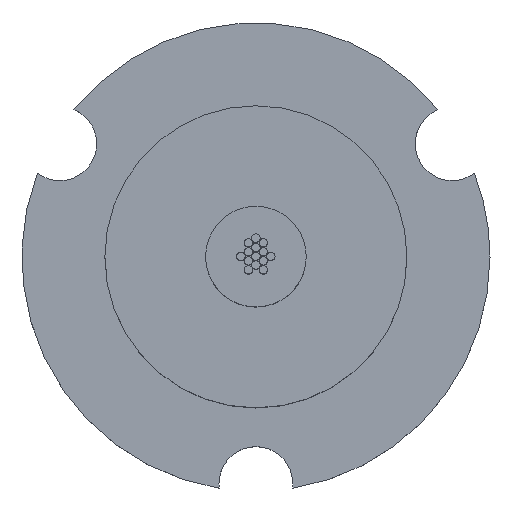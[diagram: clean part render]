
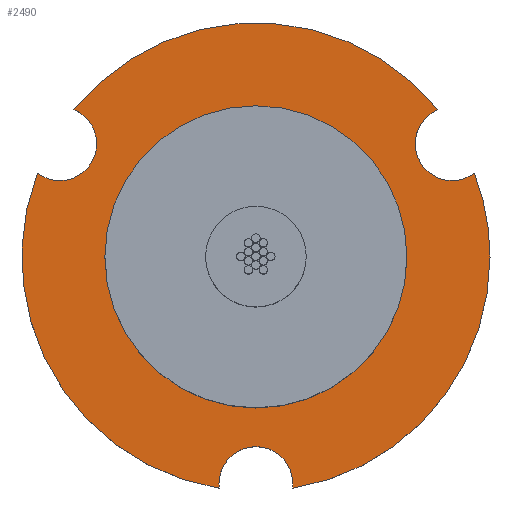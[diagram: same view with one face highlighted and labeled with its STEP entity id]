
A CAD part, top view. The second image highlights one B-rep face of the part: STEP entity #2490.
In plain terms, the highlighted planar face has unit normal (0, 0, 1).
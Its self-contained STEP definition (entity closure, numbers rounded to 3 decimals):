
#5 = CARTESIAN_POINT ( 'NONE',  ( 2.2, -13.5, 18. ) ) ;
#147 = CARTESIAN_POINT ( 'NONE',  ( 13.023, 4.999, 18. ) ) ;
#166 = EDGE_CURVE ( 'NONE', #2145, #1228, #921, .T. ) ;
#198 = CIRCLE ( 'NONE', #753, 13.95 ) ;
#206 = CIRCLE ( 'NONE', #1094, 13.95 ) ;
#254 = VERTEX_POINT ( 'NONE', #1264 ) ;
#300 = CARTESIAN_POINT ( 'NONE',  ( 0., 0., 18. ) ) ;
#336 = CARTESIAN_POINT ( 'NONE',  ( 0., 0., 18. ) ) ;
#370 = EDGE_CURVE ( 'NONE', #1929, #1748, #2760, .T. ) ;
#488 = EDGE_CURVE ( 'NONE', #1929, #2560, #198, .T. ) ;
#527 = EDGE_CURVE ( 'NONE', #1748, #2145, #2679, .T. ) ;
#535 = DIRECTION ( 'NONE',  ( 1., 0., 0. ) ) ;
#554 = VERTEX_POINT ( 'NONE', #2751 ) ;
#570 = DIRECTION ( 'NONE',  ( 1., 0., 0. ) ) ;
#581 = CARTESIAN_POINT ( 'NONE',  ( 0., 0., 18. ) ) ;
#594 = CARTESIAN_POINT ( 'NONE',  ( 0., -13.5, 18. ) ) ;
#622 = EDGE_CURVE ( 'NONE', #1817, #554, #2336, .T. ) ;
#654 = CARTESIAN_POINT ( 'NONE',  ( 0., 0., 18. ) ) ;
#753 = AXIS2_PLACEMENT_3D ( 'NONE', #581, #2157, #809 ) ;
#809 = DIRECTION ( 'NONE',  ( 1., 0., 0. ) ) ;
#820 = DIRECTION ( 'NONE',  ( 1., 0., 0. ) ) ;
#833 = AXIS2_PLACEMENT_3D ( 'NONE', #654, #2223, #878 ) ;
#878 = DIRECTION ( 'NONE',  ( 1., 0., 0. ) ) ;
#885 = CIRCLE ( 'NONE', #2773, 2.2 ) ;
#896 = CARTESIAN_POINT ( 'NONE',  ( 11.691, 6.75, 18. ) ) ;
#902 = ORIENTED_EDGE ( 'NONE', *, *, #1834, .F. ) ;
#921 = CIRCLE ( 'NONE', #1486, 2.2 ) ;
#941 = VERTEX_POINT ( 'NONE', #2283 ) ;
#950 = CARTESIAN_POINT ( 'NONE',  ( 0., 0., 18. ) ) ;
#952 = CARTESIAN_POINT ( 'NONE',  ( -9.491, 6.75, 18. ) ) ;
#953 = EDGE_CURVE ( 'NONE', #254, #941, #2217, .T. ) ;
#960 = CARTESIAN_POINT ( 'NONE',  ( -13.023, 4.999, 18. ) ) ;
#1004 = DIRECTION ( 'NONE',  ( 0., 0., 1. ) ) ;
#1057 = AXIS2_PLACEMENT_3D ( 'NONE', #594, #2168, #820 ) ;
#1072 = CARTESIAN_POINT ( 'NONE',  ( 0., 0., 18. ) ) ;
#1094 = AXIS2_PLACEMENT_3D ( 'NONE', #2456, #1112, #2683 ) ;
#1110 = CARTESIAN_POINT ( 'NONE',  ( -11.691, 6.75, 18. ) ) ;
#1112 = DIRECTION ( 'NONE',  ( 0., 0., 1. ) ) ;
#1114 = ORIENTED_EDGE ( 'NONE', *, *, #953, .T. ) ;
#1125 = DIRECTION ( 'NONE',  ( 1., 0., 0. ) ) ;
#1176 = DIRECTION ( 'NONE',  ( 1., 0., 0. ) ) ;
#1182 = CARTESIAN_POINT ( 'NONE',  ( 13.95, 0., 18. ) ) ;
#1187 = EDGE_LOOP ( 'NONE', ( #2827, #1114, #902, #1964, #2840, #1466, #2069, #2264, #1326, #2870 ) ) ;
#1228 = VERTEX_POINT ( 'NONE', #1359 ) ;
#1264 = CARTESIAN_POINT ( 'NONE',  ( 10.841, 8.779, 18. ) ) ;
#1297 = DIRECTION ( 'NONE',  ( 1., 0., 0. ) ) ;
#1301 = DIRECTION ( 'NONE',  ( 0., 0., 1. ) ) ;
#1319 = CARTESIAN_POINT ( 'NONE',  ( 0., -13.5, 18. ) ) ;
#1326 = ORIENTED_EDGE ( 'NONE', *, *, #488, .T. ) ;
#1336 = DIRECTION ( 'NONE',  ( 1., 0., 0. ) ) ;
#1359 = CARTESIAN_POINT ( 'NONE',  ( -2.182, -13.778, 18. ) ) ;
#1386 = AXIS2_PLACEMENT_3D ( 'NONE', #950, #2519, #1176 ) ;
#1461 = ORIENTED_EDGE ( 'NONE', *, *, #622, .F. ) ;
#1466 = ORIENTED_EDGE ( 'NONE', *, *, #166, .F. ) ;
#1470 = CIRCLE ( 'NONE', #2553, 9. ) ;
#1486 = AXIS2_PLACEMENT_3D ( 'NONE', #2641, #1301, #2873 ) ;
#1514 = ORIENTED_EDGE ( 'NONE', *, *, #2431, .F. ) ;
#1535 = VERTEX_POINT ( 'NONE', #952 ) ;
#1555 = DIRECTION ( 'NONE',  ( 1., 0., 0. ) ) ;
#1634 = CARTESIAN_POINT ( 'NONE',  ( -9., 0., 18. ) ) ;
#1647 = EDGE_CURVE ( 'NONE', #2547, #1535, #885, .T. ) ;
#1748 = VERTEX_POINT ( 'NONE', #5 ) ;
#1784 = FACE_BOUND ( 'NONE', #2904, .T. ) ;
#1805 = AXIS2_PLACEMENT_3D ( 'NONE', #336, #1922, #570 ) ;
#1817 = VERTEX_POINT ( 'NONE', #1634 ) ;
#1834 = EDGE_CURVE ( 'NONE', #1535, #941, #2001, .T. ) ;
#1869 = AXIS2_PLACEMENT_3D ( 'NONE', #1319, #2896, #1555 ) ;
#1882 = EDGE_CURVE ( 'NONE', #2560, #2844, #1935, .T. ) ;
#1883 = DIRECTION ( 'NONE',  ( 0., 0., 1. ) ) ;
#1922 = DIRECTION ( 'NONE',  ( 0., 0., 1. ) ) ;
#1929 = VERTEX_POINT ( 'NONE', #2842 ) ;
#1935 = CIRCLE ( 'NONE', #1805, 13.95 ) ;
#1964 = ORIENTED_EDGE ( 'NONE', *, *, #1647, .F. ) ;
#2001 = CIRCLE ( 'NONE', #2257, 2.2 ) ;
#2015 = CARTESIAN_POINT ( 'NONE',  ( -2.2, -13.5, 18. ) ) ;
#2069 = ORIENTED_EDGE ( 'NONE', *, *, #527, .F. ) ;
#2143 = EDGE_CURVE ( 'NONE', #2547, #1228, #206, .T. ) ;
#2145 = VERTEX_POINT ( 'NONE', #2015 ) ;
#2157 = DIRECTION ( 'NONE',  ( 0., 0., 1. ) ) ;
#2168 = DIRECTION ( 'NONE',  ( 0., 0., 1. ) ) ;
#2217 = CIRCLE ( 'NONE', #1386, 13.95 ) ;
#2223 = DIRECTION ( 'NONE',  ( 0., 0., 1. ) ) ;
#2257 = AXIS2_PLACEMENT_3D ( 'NONE', #2353, #1004, #2575 ) ;
#2264 = ORIENTED_EDGE ( 'NONE', *, *, #370, .F. ) ;
#2283 = CARTESIAN_POINT ( 'NONE',  ( -10.841, 8.779, 18. ) ) ;
#2284 = AXIS2_PLACEMENT_3D ( 'NONE', #896, #2466, #1125 ) ;
#2336 = CIRCLE ( 'NONE', #2858, 9. ) ;
#2353 = CARTESIAN_POINT ( 'NONE',  ( -11.691, 6.75, 18. ) ) ;
#2392 = FACE_OUTER_BOUND ( 'NONE', #1187, .T. ) ;
#2431 = EDGE_CURVE ( 'NONE', #554, #1817, #1470, .T. ) ;
#2456 = CARTESIAN_POINT ( 'NONE',  ( 0., 0., 18. ) ) ;
#2466 = DIRECTION ( 'NONE',  ( 0., 0., 1. ) ) ;
#2490 = ADVANCED_FACE ( 'NONE', ( #2392, #1784 ), #2892, .T. ) ;
#2519 = DIRECTION ( 'NONE',  ( 0., 0., 1. ) ) ;
#2547 = VERTEX_POINT ( 'NONE', #960 ) ;
#2553 = AXIS2_PLACEMENT_3D ( 'NONE', #1072, #2639, #1297 ) ;
#2560 = VERTEX_POINT ( 'NONE', #1182 ) ;
#2575 = DIRECTION ( 'NONE',  ( 1., 0., 0. ) ) ;
#2639 = DIRECTION ( 'NONE',  ( 0., 0., 1. ) ) ;
#2641 = CARTESIAN_POINT ( 'NONE',  ( 0., -13.5, 18. ) ) ;
#2673 = CIRCLE ( 'NONE', #2284, 2.2 ) ;
#2679 = CIRCLE ( 'NONE', #1057, 2.2 ) ;
#2682 = DIRECTION ( 'NONE',  ( 0., 0., 1. ) ) ;
#2683 = DIRECTION ( 'NONE',  ( 1., 0., 0. ) ) ;
#2751 = CARTESIAN_POINT ( 'NONE',  ( 9., 0., 18. ) ) ;
#2760 = CIRCLE ( 'NONE', #1869, 2.2 ) ;
#2773 = AXIS2_PLACEMENT_3D ( 'NONE', #1110, #2682, #1336 ) ;
#2827 = ORIENTED_EDGE ( 'NONE', *, *, #2899, .F. ) ;
#2840 = ORIENTED_EDGE ( 'NONE', *, *, #2143, .T. ) ;
#2842 = CARTESIAN_POINT ( 'NONE',  ( 2.182, -13.778, 18. ) ) ;
#2844 = VERTEX_POINT ( 'NONE', #147 ) ;
#2858 = AXIS2_PLACEMENT_3D ( 'NONE', #300, #1883, #535 ) ;
#2870 = ORIENTED_EDGE ( 'NONE', *, *, #1882, .T. ) ;
#2873 = DIRECTION ( 'NONE',  ( 1., 0., 0. ) ) ;
#2892 = PLANE ( 'NONE',  #833 ) ;
#2896 = DIRECTION ( 'NONE',  ( 0., 0., 1. ) ) ;
#2899 = EDGE_CURVE ( 'NONE', #254, #2844, #2673, .T. ) ;
#2904 = EDGE_LOOP ( 'NONE', ( #1461, #1514 ) ) ;
